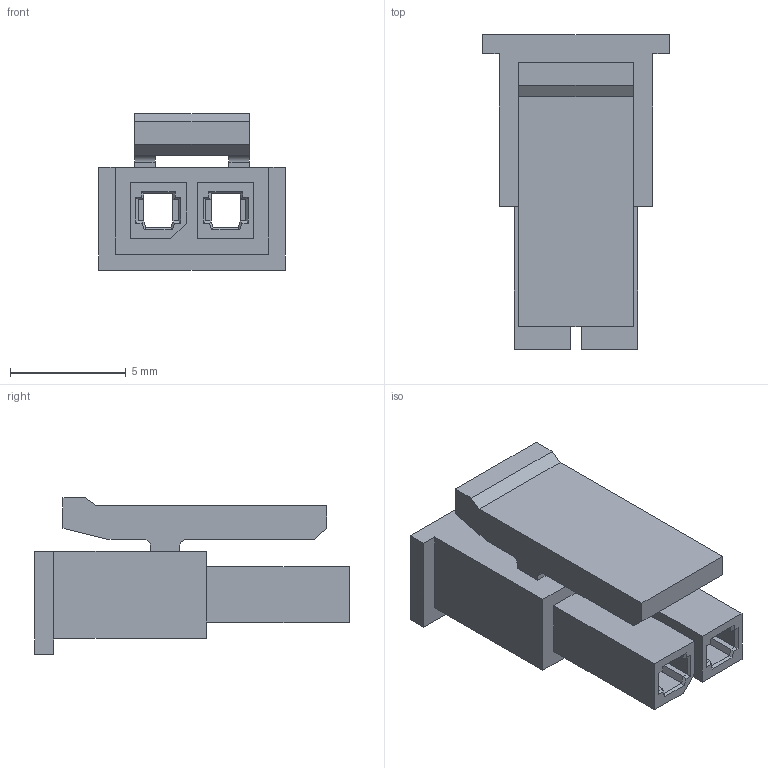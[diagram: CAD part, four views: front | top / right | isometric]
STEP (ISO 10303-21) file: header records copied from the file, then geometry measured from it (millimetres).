
FILE_DESCRIPTION( ('This file contains a STEP AP42 implementation' ,'as created by ZW3D STEP Interface translator.') ,'2;1' );
FILE_NAME( 'WF3001-1HXXB01.stp' ,'23 5 8.151247', (''), ('ZWCAD Software Co.'), 'Version 1.0', 'ZW3D to STEP translator', '' );
FILE_SCHEMA(('AUTOMOTIVE_DESIGN { 1 0 10303 214 1 1 1 1 }'));
Length unit declared in the file: millimetre
Products named in the file (2): 0; WF3001-1H02B01
Bounding box: 8.03 x 13.58 x 6.74 mm (x, y, z)
Volume: 225.6 mm3; surface area: 714.5 mm2
Topology: 1 solids, 1 shells, 132 faces, 348 edges, 220 vertices
Faces by surface type: plane 128, cylinder 4
Entity records: 4126 total; most frequent: CARTESIAN_POINT 701, ORIENTED_EDGE 696, DIRECTION 622, EDGE_CURVE 348, VECTOR 340, LINE 340, VERTEX_POINT 220, AXIS2_PLACEMENT_3D 141
